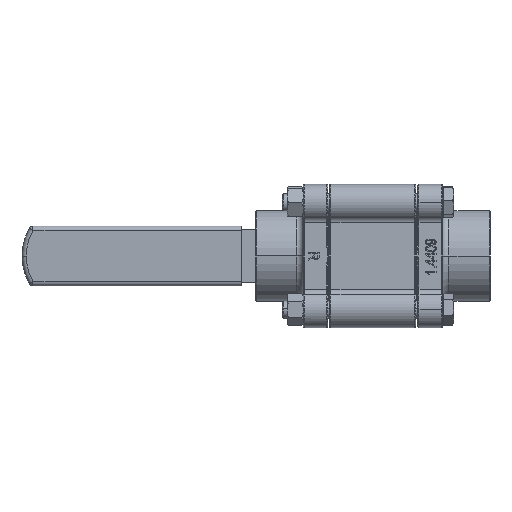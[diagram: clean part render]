
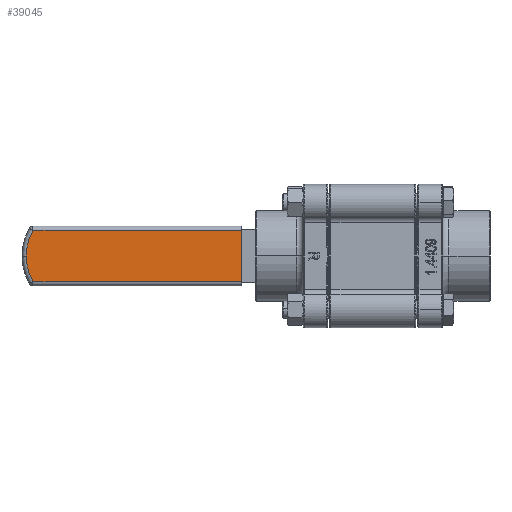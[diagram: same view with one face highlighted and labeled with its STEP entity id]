
A CAD part, front view. The second image highlights one B-rep face of the part: STEP entity #39045.
In plain terms, the highlighted planar face has unit normal (0, -1, 0).
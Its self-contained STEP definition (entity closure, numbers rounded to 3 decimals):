
#650 = DIRECTION ( 'NONE',  ( 0., 1., 0. ) ) ;
#1271 = AXIS2_PLACEMENT_3D ( 'NONE', #44618, #9571, #50481 ) ;
#2795 = CARTESIAN_POINT ( 'NONE',  ( -160.5, 89.008, 12. ) ) ;
#4384 = CARTESIAN_POINT ( 'NONE',  ( -159.36, 89.008, 12. ) ) ;
#5238 = EDGE_CURVE ( 'NONE', #75649, #37262, #36022, .T. ) ;
#8688 = DIRECTION ( 'NONE',  ( -1., 0., 0. ) ) ;
#9328 = ORIENTED_EDGE ( 'NONE', *, *, #70532, .T. ) ;
#9336 = LINE ( 'NONE', #49812, #24886 ) ;
#9491 = VERTEX_POINT ( 'NONE', #24104 ) ;
#9571 = DIRECTION ( 'NONE',  ( 0., -1., 0. ) ) ;
#11105 = CARTESIAN_POINT ( 'NONE',  ( -61.5, 89.008, 12. ) ) ;
#12471 = LINE ( 'NONE', #32558, #72846 ) ;
#16168 = EDGE_CURVE ( 'NONE', #33202, #75649, #9336, .T. ) ;
#20616 = DIRECTION ( 'NONE',  ( 0., 0., 1. ) ) ;
#20997 = ORIENTED_EDGE ( 'NONE', *, *, #63812, .T. ) ;
#22327 = CARTESIAN_POINT ( 'NONE',  ( -159.36, 89.008, -12. ) ) ;
#23650 = PLANE ( 'NONE',  #39577 ) ;
#24104 = CARTESIAN_POINT ( 'NONE',  ( -162.5, 89.008, 0. ) ) ;
#24886 = VECTOR ( 'NONE', #20616, 1000. ) ;
#26575 = CARTESIAN_POINT ( 'NONE',  ( -138., 89.008, 0. ) ) ;
#29077 = EDGE_CURVE ( 'NONE', #9491, #51928, #65494, .T. ) ;
#32479 = DIRECTION ( 'NONE',  ( -1., 0., 0. ) ) ;
#32558 = CARTESIAN_POINT ( 'NONE',  ( -61.5, 89.008, -12. ) ) ;
#33202 = VERTEX_POINT ( 'NONE', #73762 ) ;
#35709 = CARTESIAN_POINT ( 'NONE',  ( -138., 89.008, 0. ) ) ;
#36022 = LINE ( 'NONE', #2795, #37850 ) ;
#37262 = VERTEX_POINT ( 'NONE', #4384 ) ;
#37850 = VECTOR ( 'NONE', #8688, 1000. ) ;
#39045 = ADVANCED_FACE ( 'NONE', ( #75746 ), #23650, .F. ) ;
#39577 = AXIS2_PLACEMENT_3D ( 'NONE', #35709, #650, #41578 ) ;
#41578 = DIRECTION ( 'NONE',  ( -1., 0., 0. ) ) ;
#43778 = AXIS2_PLACEMENT_3D ( 'NONE', #26575, #67457, #32479 ) ;
#44424 = CIRCLE ( 'NONE', #43778, 24.5 ) ;
#44618 = CARTESIAN_POINT ( 'NONE',  ( -138., 89.008, 0. ) ) ;
#49812 = CARTESIAN_POINT ( 'NONE',  ( -61.5, 89.008, -14. ) ) ;
#50481 = DIRECTION ( 'NONE',  ( -1., 0., 0. ) ) ;
#51928 = VERTEX_POINT ( 'NONE', #22327 ) ;
#55549 = DIRECTION ( 'NONE',  ( 1., 0., 0. ) ) ;
#56206 = ORIENTED_EDGE ( 'NONE', *, *, #29077, .T. ) ;
#63398 = ORIENTED_EDGE ( 'NONE', *, *, #5238, .T. ) ;
#63812 = EDGE_CURVE ( 'NONE', #51928, #33202, #12471, .T. ) ;
#65494 = CIRCLE ( 'NONE', #1271, 24.5 ) ;
#66463 = ORIENTED_EDGE ( 'NONE', *, *, #16168, .T. ) ;
#67457 = DIRECTION ( 'NONE',  ( 0., -1., 0. ) ) ;
#70532 = EDGE_CURVE ( 'NONE', #37262, #9491, #44424, .T. ) ;
#71957 = EDGE_LOOP ( 'NONE', ( #66463, #63398, #9328, #56206, #20997 ) ) ;
#72846 = VECTOR ( 'NONE', #55549, 1000. ) ;
#73762 = CARTESIAN_POINT ( 'NONE',  ( -61.5, 89.008, -12. ) ) ;
#75649 = VERTEX_POINT ( 'NONE', #11105 ) ;
#75746 = FACE_OUTER_BOUND ( 'NONE', #71957, .T. ) ;
